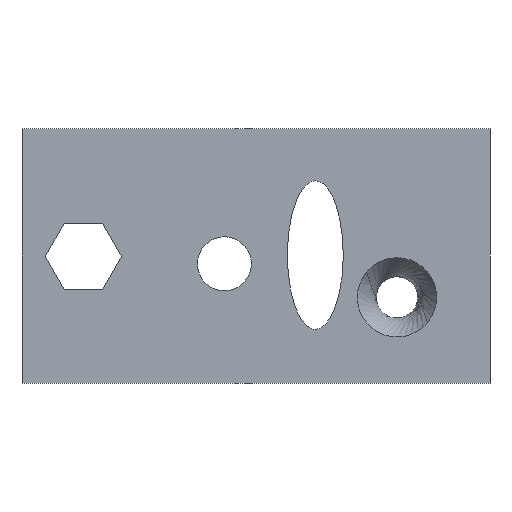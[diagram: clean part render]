
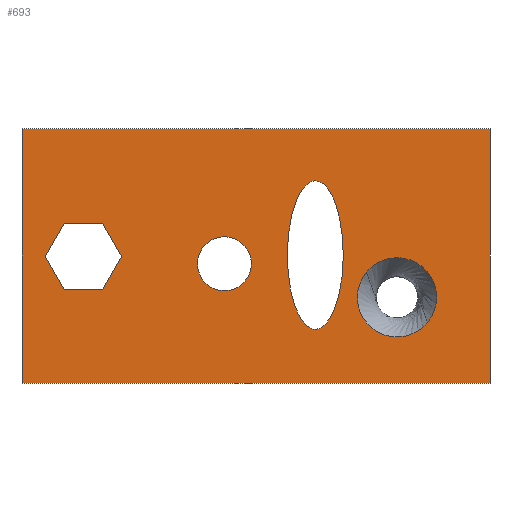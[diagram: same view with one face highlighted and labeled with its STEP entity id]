
A CAD part, front view. The second image highlights one B-rep face of the part: STEP entity #693.
In plain terms, the highlighted planar face has unit normal (0, -1, 0).
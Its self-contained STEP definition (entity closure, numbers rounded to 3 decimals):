
#7 = CARTESIAN_POINT ( 'NONE',  ( 14.83, 0., -18.299 ) ) ;
#15 = VERTEX_POINT ( 'NONE', #52 ) ;
#17 = CARTESIAN_POINT ( 'NONE',  ( 14.83, 0., 18.774 ) ) ;
#43 = CIRCLE ( 'NONE', #178, 9.916 ) ;
#44 = CARTESIAN_POINT ( 'NONE',  ( -38.393, 0., 8.235 ) ) ;
#46 = DIRECTION ( 'NONE',  ( 0.5, 0., -0.866 ) ) ;
#52 = CARTESIAN_POINT ( 'NONE',  ( -52.728, 0., -0.041 ) ) ;
#53 = DIRECTION ( 'NONE',  ( 0., 0., -1. ) ) ;
#67 = VERTEX_POINT ( 'NONE', #7 ) ;
#71 = CARTESIAN_POINT ( 'NONE',  ( 58.518, 0., 31.765 ) ) ;
#73 = CARTESIAN_POINT ( 'NONE',  ( -58.518, 0., 31.765 ) ) ;
#74 = EDGE_CURVE ( 'NONE', #15, #89, #81, .T. ) ;
#75 = ORIENTED_EDGE ( 'NONE', *, *, #74, .T. ) ;
#76 = DIRECTION ( 'NONE',  ( 1., 0., 0. ) ) ;
#81 = LINE ( 'NONE', #405, #704 ) ;
#89 = VERTEX_POINT ( 'NONE', #502 ) ;
#96 = EDGE_CURVE ( 'NONE', #154, #15, #345, .T. ) ;
#101 = CARTESIAN_POINT ( 'NONE',  ( -33.614, 0., -0.041 ) ) ;
#106 = CARTESIAN_POINT ( 'NONE',  ( 35.262, 0., -10.34 ) ) ;
#107 = CARTESIAN_POINT ( 'NONE',  ( 42.918, 0., -16.641 ) ) ;
#117 = CARTESIAN_POINT ( 'NONE',  ( 14.83, 0., -18.299 ) ) ;
#120 =( BOUNDED_CURVE ( )  B_SPLINE_CURVE ( 3, ( #629, #671, #171, #180 ),
 .UNSPECIFIED., .F., .T. ) 
 B_SPLINE_CURVE_WITH_KNOTS ( ( 4, 4 ),
 ( 0., 3.142 ),
 .UNSPECIFIED. ) 
 CURVE ( )  GEOMETRIC_REPRESENTATION_ITEM ( )  RATIONAL_B_SPLINE_CURVE ( ( 1., 0.333, 0.333, 1. ) ) 
 REPRESENTATION_ITEM ( '' )  );
#123 = EDGE_CURVE ( 'NONE', #67, #460, #120, .T. ) ;
#127 = EDGE_LOOP ( 'NONE', ( #638, #327 ) ) ;
#129 = EDGE_CURVE ( 'NONE', #710, #485, #669, .T. ) ;
#133 = CARTESIAN_POINT ( 'NONE',  ( -47.95, 0., -8.318 ) ) ;
#136 = DIRECTION ( 'NONE',  ( 0., -1., 0. ) ) ;
#146 = VERTEX_POINT ( 'NONE', #44 ) ;
#150 = LINE ( 'NONE', #440, #358 ) ;
#154 = VERTEX_POINT ( 'NONE', #133 ) ;
#160 = FACE_BOUND ( 'NONE', #127, .T. ) ;
#163 = DIRECTION ( 'NONE',  ( 0., -1., 0. ) ) ;
#166 = ORIENTED_EDGE ( 'NONE', *, *, #208, .F. ) ;
#168 = EDGE_CURVE ( 'NONE', #429, #230, #258, .T. ) ;
#170 = VECTOR ( 'NONE', #76, 1000. ) ;
#171 = CARTESIAN_POINT ( 'NONE',  ( 0.83, 0., 18.774 ) ) ;
#178 = AXIS2_PLACEMENT_3D ( 'NONE', #106, #555, #430 ) ;
#180 = CARTESIAN_POINT ( 'NONE',  ( 14.83, 0., 18.774 ) ) ;
#190 = AXIS2_PLACEMENT_3D ( 'NONE', #493, #163, #53 ) ;
#199 = VERTEX_POINT ( 'NONE', #261 ) ;
#208 = EDGE_CURVE ( 'NONE', #485, #710, #250, .T. ) ;
#210 = DIRECTION ( 'NONE',  ( 0., 0., -1. ) ) ;
#213 = ORIENTED_EDGE ( 'NONE', *, *, #701, .F. ) ;
#215 = CARTESIAN_POINT ( 'NONE',  ( -47.95, 0., 8.235 ) ) ;
#219 = AXIS2_PLACEMENT_3D ( 'NONE', #325, #667, #210 ) ;
#220 = VECTOR ( 'NONE', #577, 1000. ) ;
#225 = DIRECTION ( 'NONE',  ( -0.5, 0., 0.866 ) ) ;
#230 = VERTEX_POINT ( 'NONE', #551 ) ;
#237 = ORIENTED_EDGE ( 'NONE', *, *, #373, .T. ) ;
#242 = CARTESIAN_POINT ( 'NONE',  ( -33.614, 0., -0.041 ) ) ;
#250 = CIRCLE ( 'NONE', #656, 6.746 ) ;
#251 = VECTOR ( 'NONE', #680, 1000. ) ;
#252 = ORIENTED_EDGE ( 'NONE', *, *, #598, .T. ) ;
#258 = LINE ( 'NONE', #313, #602 ) ;
#261 = CARTESIAN_POINT ( 'NONE',  ( -58.518, 0., 31.765 ) ) ;
#272 = ORIENTED_EDGE ( 'NONE', *, *, #646, .T. ) ;
#274 = EDGE_LOOP ( 'NONE', ( #166, #519 ) ) ;
#285 = DIRECTION ( 'NONE',  ( 0., -1., 0. ) ) ;
#288 = LINE ( 'NONE', #352, #251 ) ;
#294 = ORIENTED_EDGE ( 'NONE', *, *, #672, .F. ) ;
#295 = CARTESIAN_POINT ( 'NONE',  ( 58.518, 0., 31.765 ) ) ;
#305 = VERTEX_POINT ( 'NONE', #107 ) ;
#313 = CARTESIAN_POINT ( 'NONE',  ( -58.518, 0., -31.765 ) ) ;
#318 = VERTEX_POINT ( 'NONE', #101 ) ;
#319 = FACE_BOUND ( 'NONE', #606, .T. ) ;
#325 = CARTESIAN_POINT ( 'NONE',  ( 0., 0., 0. ) ) ;
#327 = ORIENTED_EDGE ( 'NONE', *, *, #489, .T. ) ;
#337 = FACE_BOUND ( 'NONE', #274, .T. ) ;
#344 = EDGE_CURVE ( 'NONE', #89, #146, #712, .T. ) ;
#345 = LINE ( 'NONE', #500, #370 ) ;
#351 = DIRECTION ( 'NONE',  ( 0., 0., -1. ) ) ;
#352 = CARTESIAN_POINT ( 'NONE',  ( -58.518, 0., 31.765 ) ) ;
#358 = VECTOR ( 'NONE', #46, 1000. ) ;
#362 = EDGE_CURVE ( 'NONE', #420, #429, #571, .T. ) ;
#368 = LINE ( 'NONE', #696, #452 ) ;
#370 = VECTOR ( 'NONE', #225, 1000. ) ;
#373 = EDGE_CURVE ( 'NONE', #318, #533, #684, .T. ) ;
#379 = FACE_BOUND ( 'NONE', #409, .T. ) ;
#382 = CIRCLE ( 'NONE', #190, 9.916 ) ;
#396 = CARTESIAN_POINT ( 'NONE',  ( -7.909, 0., -1.936 ) ) ;
#398 = CARTESIAN_POINT ( 'NONE',  ( 28.83, 0., 18.774 ) ) ;
#405 = CARTESIAN_POINT ( 'NONE',  ( -52.728, 0., -0.041 ) ) ;
#408 = DIRECTION ( 'NONE',  ( 0., 0., -1. ) ) ;
#409 = EDGE_LOOP ( 'NONE', ( #272, #237, #252, #676, #75, #599 ) ) ;
#415 = ORIENTED_EDGE ( 'NONE', *, *, #168, .F. ) ;
#417 = DIRECTION ( 'NONE',  ( -1., 0., 0. ) ) ;
#420 = VERTEX_POINT ( 'NONE', #295 ) ;
#427 = EDGE_CURVE ( 'NONE', #199, #420, #627, .T. ) ;
#429 = VERTEX_POINT ( 'NONE', #504 ) ;
#430 = DIRECTION ( 'NONE',  ( 0., 0., -1. ) ) ;
#435 = EDGE_CURVE ( 'NONE', #230, #199, #288, .T. ) ;
#440 = CARTESIAN_POINT ( 'NONE',  ( -38.393, 0., 8.235 ) ) ;
#441 = DIRECTION ( 'NONE',  ( 1., 0., 0. ) ) ;
#452 = VECTOR ( 'NONE', #596, 1000. ) ;
#460 = VERTEX_POINT ( 'NONE', #673 ) ;
#471 = ORIENTED_EDGE ( 'NONE', *, *, #362, .F. ) ;
#485 = VERTEX_POINT ( 'NONE', #510 ) ;
#487 = CARTESIAN_POINT ( 'NONE',  ( -7.909, 0., -1.936 ) ) ;
#489 = EDGE_CURVE ( 'NONE', #460, #67, #549, .T. ) ;
#493 = CARTESIAN_POINT ( 'NONE',  ( 35.262, 0., -10.34 ) ) ;
#495 = AXIS2_PLACEMENT_3D ( 'NONE', #396, #285, #408 ) ;
#500 = CARTESIAN_POINT ( 'NONE',  ( -47.95, 0., -8.318 ) ) ;
#502 = CARTESIAN_POINT ( 'NONE',  ( -47.95, 0., 8.235 ) ) ;
#504 = CARTESIAN_POINT ( 'NONE',  ( 58.518, 0., -31.765 ) ) ;
#510 = CARTESIAN_POINT ( 'NONE',  ( -7.909, 0., -8.682 ) ) ;
#514 = ORIENTED_EDGE ( 'NONE', *, *, #427, .F. ) ;
#519 = ORIENTED_EDGE ( 'NONE', *, *, #129, .F. ) ;
#527 = DIRECTION ( 'NONE',  ( 0., 0., -1. ) ) ;
#533 = VERTEX_POINT ( 'NONE', #647 ) ;
#537 = CARTESIAN_POINT ( 'NONE',  ( -7.909, 0., 4.81 ) ) ;
#548 = VERTEX_POINT ( 'NONE', #635 ) ;
#549 =( BOUNDED_CURVE ( )  B_SPLINE_CURVE ( 3, ( #17, #398, #618, #117 ),
 .UNSPECIFIED., .F., .T. ) 
 B_SPLINE_CURVE_WITH_KNOTS ( ( 4, 4 ),
 ( 3.142, 6.283 ),
 .UNSPECIFIED. ) 
 CURVE ( )  GEOMETRIC_REPRESENTATION_ITEM ( )  RATIONAL_B_SPLINE_CURVE ( ( 1., 0.333, 0.333, 1. ) ) 
 REPRESENTATION_ITEM ( '' )  );
#551 = CARTESIAN_POINT ( 'NONE',  ( -58.518, 0., -31.765 ) ) ;
#555 = DIRECTION ( 'NONE',  ( 0., -1., 0. ) ) ;
#570 = EDGE_LOOP ( 'NONE', ( #471, #514, #648, #415 ) ) ;
#571 = LINE ( 'NONE', #71, #705 ) ;
#577 = DIRECTION ( 'NONE',  ( -0.5, 0., -0.866 ) ) ;
#596 = DIRECTION ( 'NONE',  ( -1., 0., 0. ) ) ;
#598 = EDGE_CURVE ( 'NONE', #533, #154, #368, .T. ) ;
#599 = ORIENTED_EDGE ( 'NONE', *, *, #344, .T. ) ;
#602 = VECTOR ( 'NONE', #417, 1000. ) ;
#606 = EDGE_LOOP ( 'NONE', ( #213, #294 ) ) ;
#618 = CARTESIAN_POINT ( 'NONE',  ( 28.83, 0., -18.299 ) ) ;
#625 = DIRECTION ( 'NONE',  ( 0.5, 0., 0.866 ) ) ;
#627 = LINE ( 'NONE', #73, #170 ) ;
#629 = CARTESIAN_POINT ( 'NONE',  ( 14.83, 0., -18.299 ) ) ;
#632 = VECTOR ( 'NONE', #441, 1000. ) ;
#635 = CARTESIAN_POINT ( 'NONE',  ( 27.606, 0., -4.038 ) ) ;
#638 = ORIENTED_EDGE ( 'NONE', *, *, #123, .T. ) ;
#646 = EDGE_CURVE ( 'NONE', #146, #318, #150, .T. ) ;
#647 = CARTESIAN_POINT ( 'NONE',  ( -38.393, 0., -8.318 ) ) ;
#648 = ORIENTED_EDGE ( 'NONE', *, *, #435, .F. ) ;
#654 = PLANE ( 'NONE',  #219 ) ;
#656 = AXIS2_PLACEMENT_3D ( 'NONE', #487, #136, #527 ) ;
#667 = DIRECTION ( 'NONE',  ( 0., -1., 0. ) ) ;
#669 = CIRCLE ( 'NONE', #495, 6.746 ) ;
#671 = CARTESIAN_POINT ( 'NONE',  ( 0.83, 0., -18.299 ) ) ;
#672 = EDGE_CURVE ( 'NONE', #548, #305, #382, .T. ) ;
#673 = CARTESIAN_POINT ( 'NONE',  ( 14.83, 0., 18.774 ) ) ;
#676 = ORIENTED_EDGE ( 'NONE', *, *, #96, .T. ) ;
#680 = DIRECTION ( 'NONE',  ( 0., 0., 1. ) ) ;
#684 = LINE ( 'NONE', #242, #220 ) ;
#693 = ADVANCED_FACE ( 'NONE', ( #379, #160, #337, #319, #708 ), #654, .T. ) ;
#696 = CARTESIAN_POINT ( 'NONE',  ( -38.393, 0., -8.318 ) ) ;
#701 = EDGE_CURVE ( 'NONE', #305, #548, #43, .T. ) ;
#704 = VECTOR ( 'NONE', #625, 1000. ) ;
#705 = VECTOR ( 'NONE', #351, 1000. ) ;
#708 = FACE_OUTER_BOUND ( 'NONE', #570, .T. ) ;
#710 = VERTEX_POINT ( 'NONE', #537 ) ;
#712 = LINE ( 'NONE', #215, #632 ) ;
